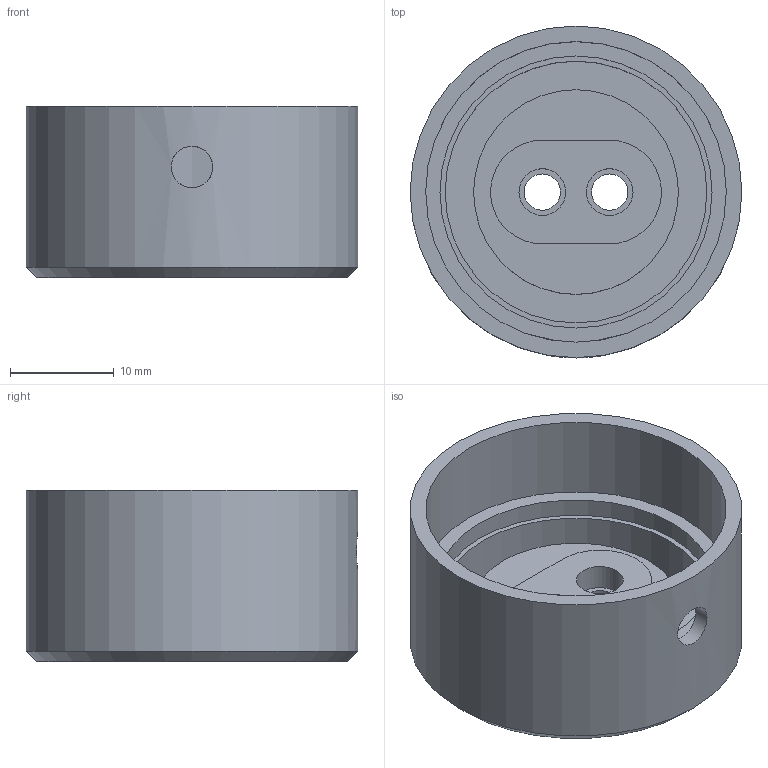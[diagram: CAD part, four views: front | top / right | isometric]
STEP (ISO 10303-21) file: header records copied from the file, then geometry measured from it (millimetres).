
FILE_DESCRIPTION(/* description */ (''),/* implementation_level */ '2;1');
FILE_NAME(/* name */ 'housing.step',/* time_stamp */ '2025-04-15T11:15:20+02:00',/* author */ (''),/* organization */ (''),/* preprocessor_version */ 'ST-DEVELOPER v20.1',/* originating_system */ 'Autodesk Translation Framework v14.4.0.0',/* authorisation */ '');
FILE_SCHEMA (('AUTOMOTIVE_DESIGN { 1 0 10303 214 3 1 1 }'));
Length unit declared in the file: millimetre
Products named in the file (2): Smart Meter Lesekopf; Gehäuse
Assembly tree (1 placements, depth 2):
  Smart Meter Lesekopf
    Gehäuse
Bounding box: 32 x 32 x 16.5 mm (x, y, z)
Volume: 5507.3 mm3; surface area: 4895.4 mm2
Topology: 1 solids, 1 shells, 26 faces, 50 edges, 33 vertices
Faces by surface type: cylinder 12, plane 11, cone 3
Full cylindrical faces by diameter (mm): 3.5 x2, 4 x1, 4.5 x2, 19.75 x1, 25.25 x1, 26.25 x1, 29 x1, 32 x1
Entity records: 804 total; most frequent: CARTESIAN_POINT 181, DIRECTION 129, ORIENTED_EDGE 100, AXIS2_PLACEMENT_3D 54, EDGE_CURVE 50, EDGE_LOOP 39, VERTEX_POINT 33, FACE_OUTER_BOUND 26
